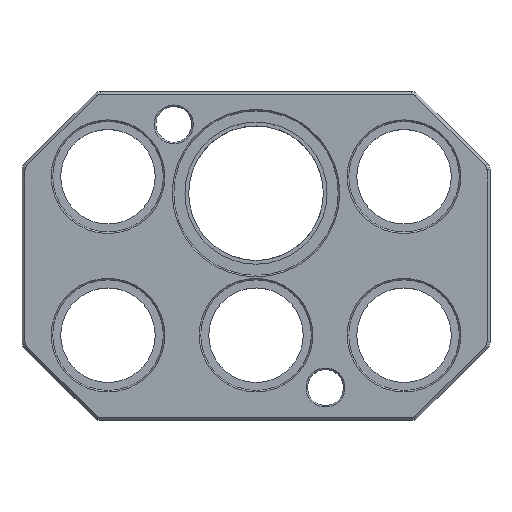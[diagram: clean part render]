
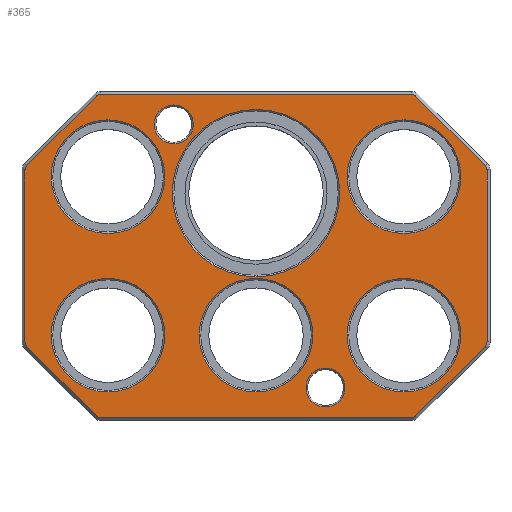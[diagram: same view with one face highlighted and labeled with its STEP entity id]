
A CAD part, top view. The second image highlights one B-rep face of the part: STEP entity #365.
In plain terms, the highlighted planar face has unit normal (0, 0, 1).
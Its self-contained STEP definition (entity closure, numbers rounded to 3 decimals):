
#365=ADVANCED_FACE('',(#699,#700,#701,#702,#703,#704,#705,#706,#707),#708,.T.);
#699=FACE_OUTER_BOUND('',#1092,.T.);
#700=FACE_BOUND('',#1093,.T.);
#701=FACE_BOUND('',#1094,.T.);
#702=FACE_BOUND('',#1095,.T.);
#703=FACE_BOUND('',#1096,.T.);
#704=FACE_BOUND('',#1097,.T.);
#705=FACE_BOUND('',#1098,.T.);
#706=FACE_BOUND('',#1099,.T.);
#707=FACE_BOUND('',#1100,.T.);
#708=PLANE('',#1101);
#1092=EDGE_LOOP('',(#1740,#1741,#1742,#1743,#1744,#1745,#1746,#1747,#1748,#1749,#1750,#1751,#1752,#1753,#1754,#1755));
#1093=EDGE_LOOP('',(#1756));
#1094=EDGE_LOOP('',(#1757));
#1095=EDGE_LOOP('',(#1758));
#1096=EDGE_LOOP('',(#1759));
#1097=EDGE_LOOP('',(#1760));
#1098=EDGE_LOOP('',(#1761));
#1099=EDGE_LOOP('',(#1762));
#1100=EDGE_LOOP('',(#1763));
#1101=AXIS2_PLACEMENT_3D('',#1764,#1765,#1766);
#1740=ORIENTED_EDGE('',*,*,#2210,.T.);
#1741=ORIENTED_EDGE('',*,*,#2202,.T.);
#1742=ORIENTED_EDGE('',*,*,#2205,.T.);
#1743=ORIENTED_EDGE('',*,*,#2213,.T.);
#1744=ORIENTED_EDGE('',*,*,#2219,.T.);
#1745=ORIENTED_EDGE('',*,*,#2227,.T.);
#1746=ORIENTED_EDGE('',*,*,#2233,.T.);
#1747=ORIENTED_EDGE('',*,*,#2241,.T.);
#1748=ORIENTED_EDGE('',*,*,#2247,.T.);
#1749=ORIENTED_EDGE('',*,*,#2254,.T.);
#1750=ORIENTED_EDGE('',*,*,#2252,.T.);
#1751=ORIENTED_EDGE('',*,*,#2244,.T.);
#1752=ORIENTED_EDGE('',*,*,#2238,.T.);
#1753=ORIENTED_EDGE('',*,*,#2230,.T.);
#1754=ORIENTED_EDGE('',*,*,#2224,.T.);
#1755=ORIENTED_EDGE('',*,*,#2216,.T.);
#1756=ORIENTED_EDGE('',*,*,#2263,.T.);
#1757=ORIENTED_EDGE('',*,*,#2270,.T.);
#1758=ORIENTED_EDGE('',*,*,#2277,.T.);
#1759=ORIENTED_EDGE('',*,*,#2301,.T.);
#1760=ORIENTED_EDGE('',*,*,#2302,.T.);
#1761=ORIENTED_EDGE('',*,*,#2303,.T.);
#1762=ORIENTED_EDGE('',*,*,#2304,.T.);
#1763=ORIENTED_EDGE('',*,*,#2305,.T.);
#1764=CARTESIAN_POINT('',(0.0,0.0,25.8));
#1765=DIRECTION('',(0.0,0.0,1.0));
#1766=DIRECTION('',(1.0,0.0,0.0));
#2202=EDGE_CURVE('',#2551,#2553,#2555,.T.);
#2205=EDGE_CURVE('',#2553,#2557,#2559,.T.);
#2210=EDGE_CURVE('',#2562,#2551,#2565,.T.);
#2213=EDGE_CURVE('',#2557,#2567,#2569,.T.);
#2216=EDGE_CURVE('',#2571,#2562,#2573,.T.);
#2219=EDGE_CURVE('',#2567,#2575,#2577,.T.);
#2224=EDGE_CURVE('',#2580,#2571,#2583,.T.);
#2227=EDGE_CURVE('',#2575,#2585,#2587,.T.);
#2230=EDGE_CURVE('',#2589,#2580,#2591,.T.);
#2233=EDGE_CURVE('',#2585,#2593,#2595,.T.);
#2238=EDGE_CURVE('',#2598,#2589,#2601,.T.);
#2241=EDGE_CURVE('',#2593,#2603,#2605,.T.);
#2244=EDGE_CURVE('',#2607,#2598,#2609,.T.);
#2247=EDGE_CURVE('',#2603,#2611,#2613,.T.);
#2252=EDGE_CURVE('',#2616,#2607,#2619,.T.);
#2254=EDGE_CURVE('',#2611,#2616,#2621,.T.);
#2263=EDGE_CURVE('',#2636,#2636,#2637,.T.);
#2270=EDGE_CURVE('',#2647,#2647,#2648,.T.);
#2277=EDGE_CURVE('',#2658,#2658,#2659,.T.);
#2301=EDGE_CURVE('',#2699,#2699,#2700,.T.);
#2302=EDGE_CURVE('',#2701,#2701,#2702,.T.);
#2303=EDGE_CURVE('',#2703,#2703,#2704,.T.);
#2304=EDGE_CURVE('',#2705,#2705,#2706,.T.);
#2305=EDGE_CURVE('',#2707,#2707,#2708,.T.);
#2551=VERTEX_POINT('',#3029);
#2553=VERTEX_POINT('',#3032);
#2555=CIRCLE('',#3035,2.0);
#2557=VERTEX_POINT('',#3037);
#2559=LINE('',#3040,#3041);
#2562=VERTEX_POINT('',#3045);
#2565=LINE('',#3050,#3051);
#2567=VERTEX_POINT('',#3053);
#2569=CIRCLE('',#3056,2.0);
#2571=VERTEX_POINT('',#3058);
#2573=CIRCLE('',#3061,2.0);
#2575=VERTEX_POINT('',#3063);
#2577=LINE('',#3066,#3067);
#2580=VERTEX_POINT('',#3071);
#2583=LINE('',#3076,#3077);
#2585=VERTEX_POINT('',#3079);
#2587=CIRCLE('',#3082,2.0);
#2589=VERTEX_POINT('',#3084);
#2591=CIRCLE('',#3087,2.0);
#2593=VERTEX_POINT('',#3089);
#2595=LINE('',#3092,#3093);
#2598=VERTEX_POINT('',#3097);
#2601=LINE('',#3102,#3103);
#2603=VERTEX_POINT('',#3105);
#2605=CIRCLE('',#3108,2.0);
#2607=VERTEX_POINT('',#3110);
#2609=CIRCLE('',#3113,2.0);
#2611=VERTEX_POINT('',#3115);
#2613=LINE('',#3118,#3119);
#2616=VERTEX_POINT('',#3123);
#2619=LINE('',#3128,#3129);
#2621=CIRCLE('',#3131,2.0);
#2636=VERTEX_POINT('',#3153);
#2637=CIRCLE('',#3154,6.5);
#2647=VERTEX_POINT('',#3164);
#2648=CIRCLE('',#3165,6.5);
#2658=VERTEX_POINT('',#3175);
#2659=CIRCLE('',#3176,28.0);
#2699=VERTEX_POINT('',#3219);
#2700=CIRCLE('',#3220,19.0);
#2701=VERTEX_POINT('',#3221);
#2702=CIRCLE('',#3222,19.0);
#2703=VERTEX_POINT('',#3223);
#2704=CIRCLE('',#3224,19.0);
#2705=VERTEX_POINT('',#3225);
#2706=CIRCLE('',#3226,19.0);
#2707=VERTEX_POINT('',#3227);
#2708=CIRCLE('',#3228,19.0);
#3029=CARTESIAN_POINT('',(53.422,53.414,25.8));
#3032=CARTESIAN_POINT('',(52.007,54.0,25.8));
#3035=AXIS2_PLACEMENT_3D('',#3488,#3489,#3490);
#3037=CARTESIAN_POINT('',(-52.007,54.0,25.8));
#3040=CARTESIAN_POINT('',(0.,54.0,25.8));
#3041=VECTOR('',#3492,1.0);
#3045=CARTESIAN_POINT('',(76.664,30.172,25.8));
#3050=CARTESIAN_POINT('',(53.418,53.418,25.8));
#3051=VECTOR('',#3496,1.0);
#3053=CARTESIAN_POINT('',(-53.422,53.414,25.8));
#3056=AXIS2_PLACEMENT_3D('',#3498,#3499,#3500);
#3058=CARTESIAN_POINT('',(77.25,28.757,25.8));
#3061=AXIS2_PLACEMENT_3D('',#3502,#3503,#3504);
#3063=CARTESIAN_POINT('',(-76.664,30.172,25.8));
#3066=CARTESIAN_POINT('',(-53.418,53.418,25.8));
#3067=VECTOR('',#3506,1.0);
#3071=CARTESIAN_POINT('',(77.25,-28.757,25.8));
#3076=CARTESIAN_POINT('',(77.25,0.,25.8));
#3077=VECTOR('',#3510,1.0);
#3079=CARTESIAN_POINT('',(-77.25,28.757,25.8));
#3082=AXIS2_PLACEMENT_3D('',#3512,#3513,#3514);
#3084=CARTESIAN_POINT('',(76.664,-30.172,25.8));
#3087=AXIS2_PLACEMENT_3D('',#3516,#3517,#3518);
#3089=CARTESIAN_POINT('',(-77.25,-28.757,25.8));
#3092=CARTESIAN_POINT('',(-77.25,0.,25.8));
#3093=VECTOR('',#3520,1.0);
#3097=CARTESIAN_POINT('',(53.422,-53.414,25.8));
#3102=CARTESIAN_POINT('',(53.418,-53.418,25.8));
#3103=VECTOR('',#3524,1.0);
#3105=CARTESIAN_POINT('',(-76.664,-30.172,25.8));
#3108=AXIS2_PLACEMENT_3D('',#3526,#3527,#3528);
#3110=CARTESIAN_POINT('',(52.007,-54.0,25.8));
#3113=AXIS2_PLACEMENT_3D('',#3530,#3531,#3532);
#3115=CARTESIAN_POINT('',(-53.422,-53.414,25.8));
#3118=CARTESIAN_POINT('',(-53.418,-53.418,25.8));
#3119=VECTOR('',#3534,1.0);
#3123=CARTESIAN_POINT('',(-52.007,-54.0,25.8));
#3128=CARTESIAN_POINT('',(0.0,-54.0,25.8));
#3129=VECTOR('',#3538,1.0);
#3131=AXIS2_PLACEMENT_3D('',#3539,#3540,#3541);
#3153=CARTESIAN_POINT('',(29.75,-44.0,25.8));
#3154=AXIS2_PLACEMENT_3D('',#3549,#3550,#3551);
#3164=CARTESIAN_POINT('',(-21.0,44.0,25.8));
#3165=AXIS2_PLACEMENT_3D('',#3561,#3562,#3563);
#3175=CARTESIAN_POINT('',(0.,49.0,25.8));
#3176=AXIS2_PLACEMENT_3D('',#3573,#3574,#3575);
#3219=CARTESIAN_POINT('',(19.0,-26.5,25.8));
#3220=AXIS2_PLACEMENT_3D('',#3624,#3625,#3626);
#3221=CARTESIAN_POINT('',(-30.5,-26.5,25.8));
#3222=AXIS2_PLACEMENT_3D('',#3627,#3628,#3629);
#3223=CARTESIAN_POINT('',(68.5,26.5,25.8));
#3224=AXIS2_PLACEMENT_3D('',#3630,#3631,#3632);
#3225=CARTESIAN_POINT('',(68.5,-26.5,25.8));
#3226=AXIS2_PLACEMENT_3D('',#3633,#3634,#3635);
#3227=CARTESIAN_POINT('',(-30.5,26.5,25.8));
#3228=AXIS2_PLACEMENT_3D('',#3636,#3637,#3638);
#3488=CARTESIAN_POINT('',(52.007,52.0,25.8));
#3489=DIRECTION('',(0.0,0.0,1.0));
#3490=DIRECTION('',(1.0,0.0,0.0));
#3492=DIRECTION('',(-1.0,0.,0.0));
#3496=DIRECTION('',(-0.707,0.707,0.0));
#3498=CARTESIAN_POINT('',(-52.007,52.0,25.8));
#3499=DIRECTION('',(0.0,0.0,1.0));
#3500=DIRECTION('',(1.0,0.0,0.0));
#3502=CARTESIAN_POINT('',(75.25,28.757,25.8));
#3503=DIRECTION('',(0.0,0.0,1.0));
#3504=DIRECTION('',(1.0,0.0,0.0));
#3506=DIRECTION('',(-0.707,-0.707,0.0));
#3510=DIRECTION('',(0.,1.0,0.0));
#3512=CARTESIAN_POINT('',(-75.25,28.757,25.8));
#3513=DIRECTION('',(0.0,0.0,1.0));
#3514=DIRECTION('',(1.0,0.0,0.0));
#3516=CARTESIAN_POINT('',(75.25,-28.757,25.8));
#3517=DIRECTION('',(0.0,0.0,1.0));
#3518=DIRECTION('',(1.0,0.0,0.0));
#3520=DIRECTION('',(0.,-1.0,0.0));
#3524=DIRECTION('',(0.707,0.707,0.0));
#3526=CARTESIAN_POINT('',(-75.25,-28.757,25.8));
#3527=DIRECTION('',(0.0,0.0,1.0));
#3528=DIRECTION('',(1.0,0.0,0.0));
#3530=CARTESIAN_POINT('',(52.007,-52.0,25.8));
#3531=DIRECTION('',(0.0,0.0,1.0));
#3532=DIRECTION('',(1.0,0.0,0.0));
#3534=DIRECTION('',(0.707,-0.707,0.0));
#3538=DIRECTION('',(1.0,0.0,0.0));
#3539=CARTESIAN_POINT('',(-52.007,-52.0,25.8));
#3540=DIRECTION('',(0.0,0.0,1.0));
#3541=DIRECTION('',(1.0,0.0,0.0));
#3549=CARTESIAN_POINT('',(23.25,-44.0,25.8));
#3550=DIRECTION('',(0.0,0.0,-1.0));
#3551=DIRECTION('',(1.0,0.0,0.0));
#3561=CARTESIAN_POINT('',(-27.5,44.0,25.8));
#3562=DIRECTION('',(0.0,0.0,-1.0));
#3563=DIRECTION('',(1.0,0.0,0.0));
#3573=CARTESIAN_POINT('',(0.,21.0,25.8));
#3574=DIRECTION('',(0.0,0.0,-1.0));
#3575=DIRECTION('',(0.,1.0,0.0));
#3624=CARTESIAN_POINT('',(0.,-26.5,25.8));
#3625=DIRECTION('',(0.0,0.0,-1.0));
#3626=DIRECTION('',(1.0,0.0,0.0));
#3627=CARTESIAN_POINT('',(-49.5,-26.5,25.8));
#3628=DIRECTION('',(0.0,0.0,-1.0));
#3629=DIRECTION('',(1.0,0.0,0.0));
#3630=CARTESIAN_POINT('',(49.5,26.5,25.8));
#3631=DIRECTION('',(0.0,0.0,-1.0));
#3632=DIRECTION('',(1.0,0.0,0.0));
#3633=CARTESIAN_POINT('',(49.5,-26.5,25.8));
#3634=DIRECTION('',(0.0,0.0,-1.0));
#3635=DIRECTION('',(1.0,0.0,0.0));
#3636=CARTESIAN_POINT('',(-49.5,26.5,25.8));
#3637=DIRECTION('',(0.0,0.0,-1.0));
#3638=DIRECTION('',(1.0,0.0,0.0));
